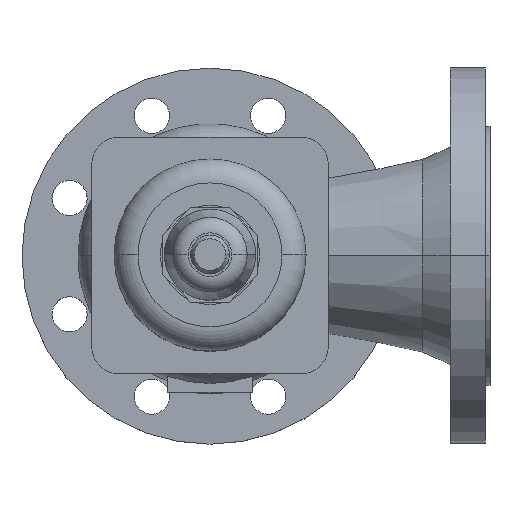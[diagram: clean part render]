
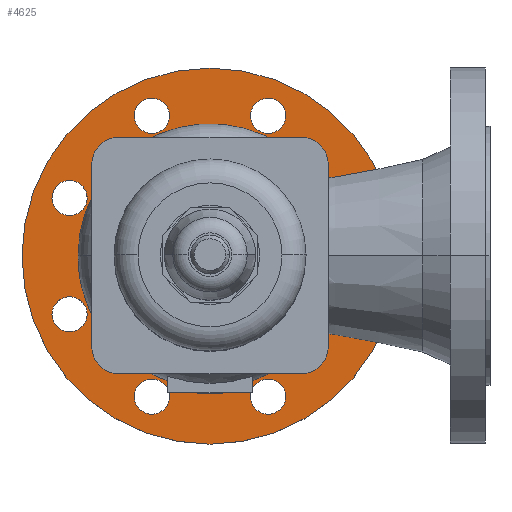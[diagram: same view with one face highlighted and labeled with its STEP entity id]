
A CAD part, top view. The second image highlights one B-rep face of the part: STEP entity #4625.
In plain terms, the highlighted planar face has unit normal (0, 0, 1).
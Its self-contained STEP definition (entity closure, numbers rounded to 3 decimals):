
#1781=CARTESIAN_POINT('',(-117.5,0.,24.9));
#1782=VERTEX_POINT('',#1781);
#1789=CARTESIAN_POINT('',(117.5,-0.,24.9));
#1790=VERTEX_POINT('',#1789);
#1791=CARTESIAN_POINT('',(0.,-0.,24.9));
#1792=DIRECTION('',(-0.,0.,-1.));
#1793=DIRECTION('',(-1.,0.,0.));
#1794=AXIS2_PLACEMENT_3D('',#1791,#1792,#1793);
#1795=CIRCLE('',#1794,117.5);
#1796=EDGE_CURVE('',#1782,#1790,#1795,.T.);
#1812=CARTESIAN_POINT('',(68.,0.,24.9));
#1813=VERTEX_POINT('',#1812);
#1814=CARTESIAN_POINT('',(-68.,-0.,24.9));
#1815=VERTEX_POINT('',#1814);
#1816=CARTESIAN_POINT('',(0.,-0.,24.9));
#1817=DIRECTION('',(0.,0.,-1.));
#1818=DIRECTION('',(-1.,0.,0.));
#1819=AXIS2_PLACEMENT_3D('',#1816,#1817,#1818);
#1820=CIRCLE('',#1819,68.);
#1821=EDGE_CURVE('',#1813,#1815,#1820,.T.);
#3423=CARTESIAN_POINT('',(98.769,36.355,24.9));
#3424=VERTEX_POINT('',#3423);
#3425=CARTESIAN_POINT('',(76.769,36.355,24.9));
#3426=VERTEX_POINT('',#3425);
#3427=CARTESIAN_POINT('',(87.769,36.355,24.9));
#3428=DIRECTION('',(0.,0.,-1.));
#3429=DIRECTION('',(1.,0.,0.));
#3430=AXIS2_PLACEMENT_3D('',#3427,#3428,#3429);
#3431=CIRCLE('',#3430,11.);
#3432=EDGE_CURVE('',#3424,#3426,#3431,.T.);
#3465=CARTESIAN_POINT('',(76.769,-36.355,24.9));
#3466=VERTEX_POINT('',#3465);
#3467=CARTESIAN_POINT('',(98.769,-36.355,24.9));
#3468=VERTEX_POINT('',#3467);
#3469=CARTESIAN_POINT('',(87.769,-36.355,24.9));
#3470=DIRECTION('',(0.,0.,-1.));
#3471=DIRECTION('',(1.,0.,0.));
#3472=AXIS2_PLACEMENT_3D('',#3469,#3470,#3471);
#3473=CIRCLE('',#3472,11.);
#3474=EDGE_CURVE('',#3466,#3468,#3473,.T.);
#3518=CARTESIAN_POINT('',(47.355,-87.769,24.9));
#3519=VERTEX_POINT('',#3518);
#3526=CARTESIAN_POINT('',(25.355,-87.769,24.9));
#3527=VERTEX_POINT('',#3526);
#3528=CARTESIAN_POINT('',(36.355,-87.769,24.9));
#3529=DIRECTION('',(0.,0.,-1.));
#3530=DIRECTION('',(1.,0.,0.));
#3531=AXIS2_PLACEMENT_3D('',#3528,#3529,#3530);
#3532=CIRCLE('',#3531,11.);
#3533=EDGE_CURVE('',#3527,#3519,#3532,.T.);
#3560=CARTESIAN_POINT('',(-25.355,-87.769,24.9));
#3561=VERTEX_POINT('',#3560);
#3568=CARTESIAN_POINT('',(-47.355,-87.769,24.9));
#3569=VERTEX_POINT('',#3568);
#3570=CARTESIAN_POINT('',(-36.355,-87.769,24.9));
#3571=DIRECTION('',(0.,0.,-1.));
#3572=DIRECTION('',(1.,0.,0.));
#3573=AXIS2_PLACEMENT_3D('',#3570,#3571,#3572);
#3574=CIRCLE('',#3573,11.);
#3575=EDGE_CURVE('',#3569,#3561,#3574,.T.);
#3602=CARTESIAN_POINT('',(-76.769,-36.355,24.9));
#3603=VERTEX_POINT('',#3602);
#3610=CARTESIAN_POINT('',(-98.769,-36.355,24.9));
#3611=VERTEX_POINT('',#3610);
#3612=CARTESIAN_POINT('',(-87.769,-36.355,24.9));
#3613=DIRECTION('',(0.,0.,-1.));
#3614=DIRECTION('',(1.,0.,0.));
#3615=AXIS2_PLACEMENT_3D('',#3612,#3613,#3614);
#3616=CIRCLE('',#3615,11.);
#3617=EDGE_CURVE('',#3611,#3603,#3616,.T.);
#3633=CARTESIAN_POINT('',(-76.769,36.355,24.9));
#3634=VERTEX_POINT('',#3633);
#3635=CARTESIAN_POINT('',(-98.769,36.355,24.9));
#3636=VERTEX_POINT('',#3635);
#3637=CARTESIAN_POINT('',(-87.769,36.355,24.9));
#3638=DIRECTION('',(0.,0.,-1.));
#3639=DIRECTION('',(1.,0.,0.));
#3640=AXIS2_PLACEMENT_3D('',#3637,#3638,#3639);
#3641=CIRCLE('',#3640,11.);
#3642=EDGE_CURVE('',#3634,#3636,#3641,.T.);
#3675=CARTESIAN_POINT('',(-25.355,87.769,24.9));
#3676=VERTEX_POINT('',#3675);
#3677=CARTESIAN_POINT('',(-47.355,87.769,24.9));
#3678=VERTEX_POINT('',#3677);
#3679=CARTESIAN_POINT('',(-36.355,87.769,24.9));
#3680=DIRECTION('',(0.,0.,-1.));
#3681=DIRECTION('',(1.,0.,0.));
#3682=AXIS2_PLACEMENT_3D('',#3679,#3680,#3681);
#3683=CIRCLE('',#3682,11.);
#3684=EDGE_CURVE('',#3676,#3678,#3683,.T.);
#3717=CARTESIAN_POINT('',(25.355,87.769,24.9));
#3718=VERTEX_POINT('',#3717);
#3719=CARTESIAN_POINT('',(47.355,87.769,24.9));
#3720=VERTEX_POINT('',#3719);
#3721=CARTESIAN_POINT('',(36.355,87.769,24.9));
#3722=DIRECTION('',(0.,0.,-1.));
#3723=DIRECTION('',(1.,0.,0.));
#3724=AXIS2_PLACEMENT_3D('',#3721,#3722,#3723);
#3725=CIRCLE('',#3724,11.);
#3726=EDGE_CURVE('',#3718,#3720,#3725,.T.);
#4520=CARTESIAN_POINT('',(-92.75,0.,24.9));
#4521=DIRECTION('',(0.,-0.,1.));
#4522=DIRECTION('',(1.,-0.,-0.));
#4523=AXIS2_PLACEMENT_3D('',#4520,#4521,#4522);
#4524=PLANE('',#4523);
#4525=ORIENTED_EDGE('',*,*,#3726,.T.);
#4526=CARTESIAN_POINT('',(36.355,87.769,24.9));
#4527=DIRECTION('',(0.,0.,-1.));
#4528=DIRECTION('',(1.,0.,0.));
#4529=AXIS2_PLACEMENT_3D('',#4526,#4527,#4528);
#4530=CIRCLE('',#4529,11.);
#4531=EDGE_CURVE('',#3720,#3718,#4530,.T.);
#4532=ORIENTED_EDGE('',*,*,#4531,.T.);
#4533=EDGE_LOOP('',(#4525,#4532));
#4534=FACE_BOUND('',#4533,.T.);
#4535=ORIENTED_EDGE('',*,*,#3684,.T.);
#4536=CARTESIAN_POINT('',(-36.355,87.769,24.9));
#4537=DIRECTION('',(0.,0.,-1.));
#4538=DIRECTION('',(1.,0.,0.));
#4539=AXIS2_PLACEMENT_3D('',#4536,#4537,#4538);
#4540=CIRCLE('',#4539,11.);
#4541=EDGE_CURVE('',#3678,#3676,#4540,.T.);
#4542=ORIENTED_EDGE('',*,*,#4541,.T.);
#4543=EDGE_LOOP('',(#4535,#4542));
#4544=FACE_BOUND('',#4543,.T.);
#4545=ORIENTED_EDGE('',*,*,#3642,.T.);
#4546=CARTESIAN_POINT('',(-87.769,36.355,24.9));
#4547=DIRECTION('',(0.,0.,-1.));
#4548=DIRECTION('',(1.,0.,0.));
#4549=AXIS2_PLACEMENT_3D('',#4546,#4547,#4548);
#4550=CIRCLE('',#4549,11.);
#4551=EDGE_CURVE('',#3636,#3634,#4550,.T.);
#4552=ORIENTED_EDGE('',*,*,#4551,.T.);
#4553=EDGE_LOOP('',(#4545,#4552));
#4554=FACE_BOUND('',#4553,.T.);
#4555=CARTESIAN_POINT('',(-87.769,-36.355,24.9));
#4556=DIRECTION('',(0.,0.,-1.));
#4557=DIRECTION('',(1.,0.,0.));
#4558=AXIS2_PLACEMENT_3D('',#4555,#4556,#4557);
#4559=CIRCLE('',#4558,11.);
#4560=EDGE_CURVE('',#3603,#3611,#4559,.T.);
#4561=ORIENTED_EDGE('',*,*,#4560,.T.);
#4562=ORIENTED_EDGE('',*,*,#3617,.T.);
#4563=EDGE_LOOP('',(#4561,#4562));
#4564=FACE_BOUND('',#4563,.T.);
#4565=ORIENTED_EDGE('',*,*,#3575,.T.);
#4566=CARTESIAN_POINT('',(-36.355,-87.769,24.9));
#4567=DIRECTION('',(0.,0.,-1.));
#4568=DIRECTION('',(1.,0.,0.));
#4569=AXIS2_PLACEMENT_3D('',#4566,#4567,#4568);
#4570=CIRCLE('',#4569,11.);
#4571=EDGE_CURVE('',#3561,#3569,#4570,.T.);
#4572=ORIENTED_EDGE('',*,*,#4571,.T.);
#4573=EDGE_LOOP('',(#4565,#4572));
#4574=FACE_BOUND('',#4573,.T.);
#4575=CARTESIAN_POINT('',(36.355,-87.769,24.9));
#4576=DIRECTION('',(0.,0.,-1.));
#4577=DIRECTION('',(1.,0.,0.));
#4578=AXIS2_PLACEMENT_3D('',#4575,#4576,#4577);
#4579=CIRCLE('',#4578,11.);
#4580=EDGE_CURVE('',#3519,#3527,#4579,.T.);
#4581=ORIENTED_EDGE('',*,*,#4580,.T.);
#4582=ORIENTED_EDGE('',*,*,#3533,.T.);
#4583=EDGE_LOOP('',(#4581,#4582));
#4584=FACE_BOUND('',#4583,.T.);
#4585=ORIENTED_EDGE('',*,*,#3474,.T.);
#4586=CARTESIAN_POINT('',(87.769,-36.355,24.9));
#4587=DIRECTION('',(0.,0.,-1.));
#4588=DIRECTION('',(1.,0.,0.));
#4589=AXIS2_PLACEMENT_3D('',#4586,#4587,#4588);
#4590=CIRCLE('',#4589,11.);
#4591=EDGE_CURVE('',#3468,#3466,#4590,.T.);
#4592=ORIENTED_EDGE('',*,*,#4591,.T.);
#4593=EDGE_LOOP('',(#4585,#4592));
#4594=FACE_BOUND('',#4593,.T.);
#4595=ORIENTED_EDGE('',*,*,#3432,.T.);
#4596=CARTESIAN_POINT('',(87.769,36.355,24.9));
#4597=DIRECTION('',(0.,0.,-1.));
#4598=DIRECTION('',(1.,0.,0.));
#4599=AXIS2_PLACEMENT_3D('',#4596,#4597,#4598);
#4600=CIRCLE('',#4599,11.);
#4601=EDGE_CURVE('',#3426,#3424,#4600,.T.);
#4602=ORIENTED_EDGE('',*,*,#4601,.T.);
#4603=EDGE_LOOP('',(#4595,#4602));
#4604=FACE_BOUND('',#4603,.T.);
#4605=ORIENTED_EDGE('',*,*,#1821,.T.);
#4606=CARTESIAN_POINT('',(0.,-0.,24.9));
#4607=DIRECTION('',(0.,0.,-1.));
#4608=DIRECTION('',(-1.,0.,0.));
#4609=AXIS2_PLACEMENT_3D('',#4606,#4607,#4608);
#4610=CIRCLE('',#4609,68.);
#4611=EDGE_CURVE('',#1815,#1813,#4610,.T.);
#4612=ORIENTED_EDGE('',*,*,#4611,.T.);
#4613=EDGE_LOOP('',(#4605,#4612));
#4614=FACE_BOUND('',#4613,.T.);
#4615=ORIENTED_EDGE('',*,*,#1796,.F.);
#4616=CARTESIAN_POINT('',(0.,-0.,24.9));
#4617=DIRECTION('',(-0.,0.,-1.));
#4618=DIRECTION('',(-1.,0.,0.));
#4619=AXIS2_PLACEMENT_3D('',#4616,#4617,#4618);
#4620=CIRCLE('',#4619,117.5);
#4621=EDGE_CURVE('',#1790,#1782,#4620,.T.);
#4622=ORIENTED_EDGE('',*,*,#4621,.F.);
#4623=EDGE_LOOP('',(#4615,#4622));
#4624=FACE_BOUND('',#4623,.T.);
#4625=ADVANCED_FACE('',(#4534,#4544,#4554,#4564,#4574,#4584,#4594,#4604,#4614,#4624),#4524,.T.);
